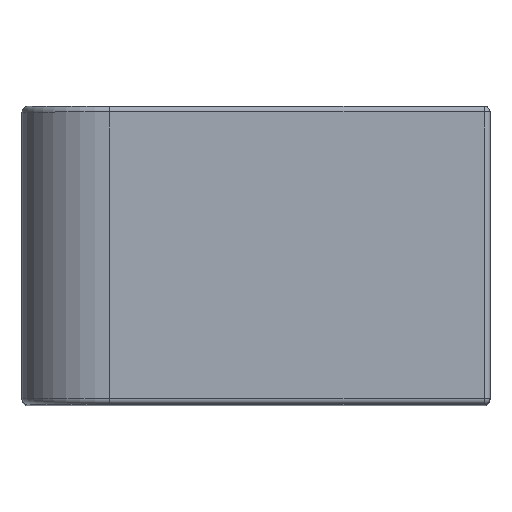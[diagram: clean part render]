
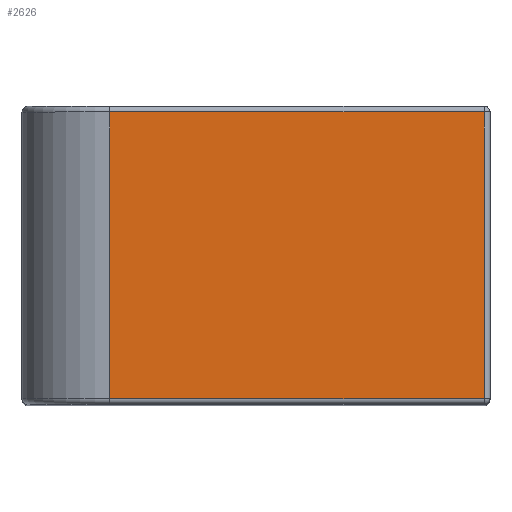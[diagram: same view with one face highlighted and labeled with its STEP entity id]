
A CAD part, top view. The second image highlights one B-rep face of the part: STEP entity #2626.
In plain terms, the highlighted planar face has unit normal (0, 0, 1).
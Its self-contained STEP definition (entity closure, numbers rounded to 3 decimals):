
#261=DIRECTION('',(1.,0.,0.));
#262=VECTOR('',#261,12.8);
#263=CARTESIAN_POINT('',(-5.,10.,13.9));
#264=LINE('',#263,#262);
#268=DIRECTION('',(0.,-1.,0.));
#269=VECTOR('',#268,9.8);
#270=CARTESIAN_POINT('',(7.8,10.,13.9));
#271=LINE('',#270,#269);
#275=DIRECTION('',(-1.,0.,0.));
#276=VECTOR('',#275,12.8);
#277=CARTESIAN_POINT('',(7.8,0.2,13.9));
#278=LINE('',#277,#276);
#282=DIRECTION('',(0.,-1.,0.));
#283=VECTOR('',#282,9.8);
#284=CARTESIAN_POINT('',(-5.,10.,13.9));
#285=LINE('',#284,#283);
#2177=CARTESIAN_POINT('',(-5.,10.,13.9));
#2178=CARTESIAN_POINT('',(7.8,10.,13.9));
#2179=VERTEX_POINT('',#2177);
#2180=VERTEX_POINT('',#2178);
#2217=CARTESIAN_POINT('',(-5.,0.2,13.9));
#2218=VERTEX_POINT('',#2217);
#2221=CARTESIAN_POINT('',(7.8,0.2,13.9));
#2222=VERTEX_POINT('',#2221);
#2612=CARTESIAN_POINT('',(-8.,0.,13.9));
#2613=DIRECTION('',(0.,0.,1.));
#2614=DIRECTION('',(1.,0.,0.));
#2615=AXIS2_PLACEMENT_3D('',#2612,#2613,#2614);
#2616=PLANE('',#2615);
#2617=ORIENTED_EDGE('',*,*,#2602,.T.);
#2619=ORIENTED_EDGE('',*,*,#2618,.T.);
#2621=ORIENTED_EDGE('',*,*,#2620,.T.);
#2623=ORIENTED_EDGE('',*,*,#2622,.F.);
#2624=EDGE_LOOP('',(#2617,#2619,#2621,#2623));
#2625=FACE_OUTER_BOUND('',#2624,.F.);
#2626=ADVANCED_FACE('',(#2625),#2616,.T.);
#2602=EDGE_CURVE('',#2179,#2180,#264,.T.);
#2618=EDGE_CURVE('',#2180,#2222,#271,.T.);
#2620=EDGE_CURVE('',#2222,#2218,#278,.T.);
#2622=EDGE_CURVE('',#2179,#2218,#285,.T.);
